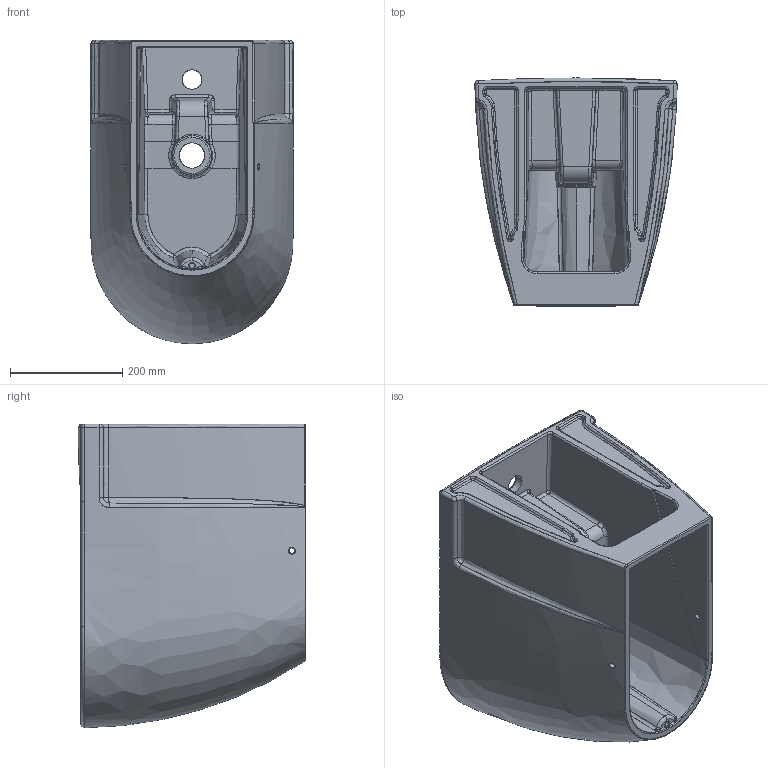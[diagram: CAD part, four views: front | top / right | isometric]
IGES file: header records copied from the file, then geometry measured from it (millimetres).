
Start section: SolidWorks IGES file using analytic representation for surfaces
Global section: file name: 3D_bide.IGS; native system: SolidWorks 2011; preprocessor: SolidWorks 2011; author: 0520; date: 131230.112718; units: millimetre
Bounding box: 359.87 x 404.98 x 539.98 mm (x, y, z)
Surface area: 1220233.6 mm2 (no closed solid volume)
Topology: 0 solids, 0 shells, 312 faces, 3756 edges, 3742 vertices
Faces by surface type: bspline 206, revolution 106
